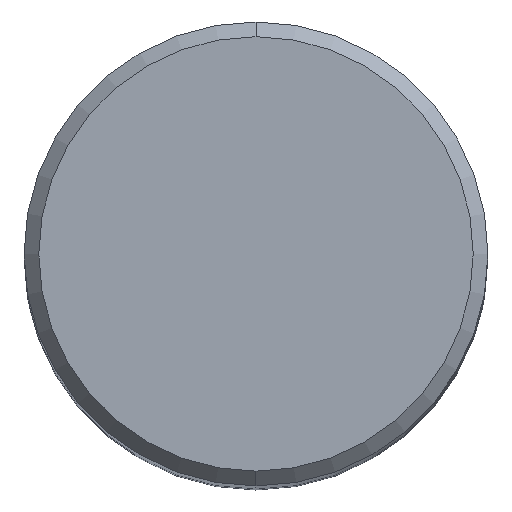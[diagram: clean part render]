
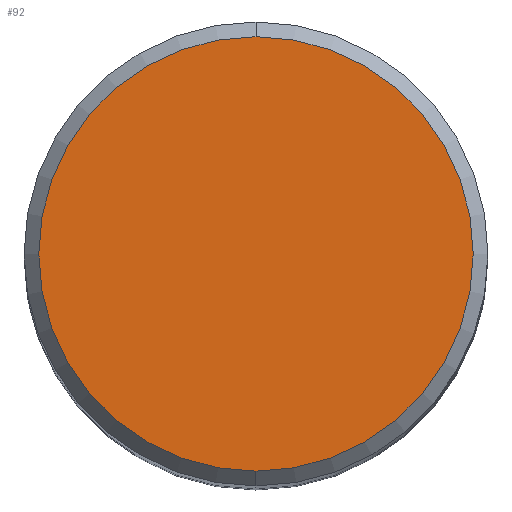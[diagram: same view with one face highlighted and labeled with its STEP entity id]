
A CAD part, top view. The second image highlights one B-rep face of the part: STEP entity #92.
In plain terms, the highlighted planar face has unit normal (0, 0, 1).
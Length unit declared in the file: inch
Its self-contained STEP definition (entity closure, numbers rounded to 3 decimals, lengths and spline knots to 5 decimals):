
#3 = DIRECTION ( 'NONE',  ( 0., 0., 1. ) ) ;
#7 = DIRECTION ( 'NONE',  ( 0., -1., 0. ) ) ;
#12 = ORIENTED_EDGE ( 'NONE', *, *, #139, .T. ) ;
#19 = EDGE_LOOP ( 'NONE', ( #12, #102 ) ) ;
#59 = FACE_OUTER_BOUND ( 'NONE', #19, .T. ) ;
#88 = CARTESIAN_POINT ( 'NONE',  ( 0., 0., 0. ) ) ;
#91 = CARTESIAN_POINT ( 'NONE',  ( 0., 0.29495, 0. ) ) ;
#92 = ADVANCED_FACE ( 'NONE', ( #59 ), #287, .F. ) ;
#102 = ORIENTED_EDGE ( 'NONE', *, *, #175, .T. ) ;
#108 = AXIS2_PLACEMENT_3D ( 'NONE', #320, #246, #352 ) ;
#139 = EDGE_CURVE ( 'NONE', #364, #296, #262, .T. ) ;
#175 = EDGE_CURVE ( 'NONE', #296, #364, #218, .T. ) ;
#199 = AXIS2_PLACEMENT_3D ( 'NONE', #88, #3, #7 ) ;
#218 = CIRCLE ( 'NONE', #268, 0.29495 ) ;
#246 = DIRECTION ( 'NONE',  ( 0., 0., -1. ) ) ;
#250 = DIRECTION ( 'NONE',  ( 0., -1., 0. ) ) ;
#262 = CIRCLE ( 'NONE', #199, 0.29495 ) ;
#268 = AXIS2_PLACEMENT_3D ( 'NONE', #288, #356, #250 ) ;
#287 = PLANE ( 'NONE',  #108 ) ;
#288 = CARTESIAN_POINT ( 'NONE',  ( 0., 0., 0. ) ) ;
#296 = VERTEX_POINT ( 'NONE', #412 ) ;
#320 = CARTESIAN_POINT ( 'NONE',  ( 0., 0.29495, 0. ) ) ;
#352 = DIRECTION ( 'NONE',  ( 0., 1., 0. ) ) ;
#356 = DIRECTION ( 'NONE',  ( 0., 0., 1. ) ) ;
#364 = VERTEX_POINT ( 'NONE', #91 ) ;
#412 = CARTESIAN_POINT ( 'NONE',  ( 0., -0.29495, 0. ) ) ;
